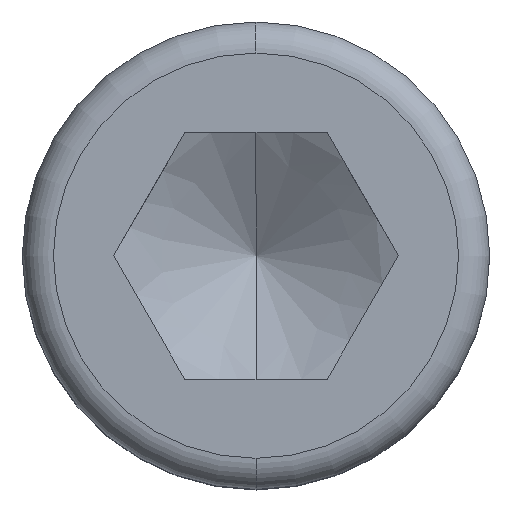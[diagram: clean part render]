
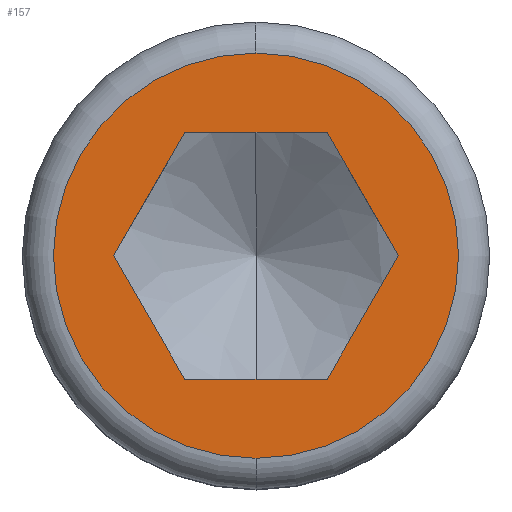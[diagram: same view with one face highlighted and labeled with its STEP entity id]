
A CAD part, top view. The second image highlights one B-rep face of the part: STEP entity #157.
In plain terms, the highlighted planar face has unit normal (0, 0, 1).
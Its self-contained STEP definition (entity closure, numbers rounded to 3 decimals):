
#157=ADVANCED_FACE('',(#388,#389),#390,.T.);
#187=EDGE_CURVE('',#263,#315,#424,.T.);
#197=EDGE_CURVE('',#275,#237,#436,.T.);
#207=EDGE_CURVE('',#237,#275,#448,.T.);
#215=EDGE_CURVE('',#265,#251,#456,.T.);
#229=EDGE_CURVE('',#315,#271,#471,.T.);
#237=VERTEX_POINT('',#479);
#245=EDGE_CURVE('',#251,#263,#488,.T.);
#251=VERTEX_POINT('',#495);
#253=EDGE_CURVE('',#321,#265,#497,.T.);
#263=VERTEX_POINT('',#510);
#265=VERTEX_POINT('',#512);
#271=VERTEX_POINT('',#518);
#275=VERTEX_POINT('',#523);
#301=EDGE_CURVE('',#271,#321,#553,.T.);
#315=VERTEX_POINT('',#567);
#321=VERTEX_POINT('',#573);
#388=FACE_BOUND('',#637,.T.);
#389=FACE_OUTER_BOUND('',#638,.T.);
#390=PLANE('',#639);
#424=LINE('',#693,#694);
#436=CIRCLE('',#717,15.6);
#448=CIRCLE('',#730,15.6);
#456=LINE('',#742,#743);
#471=LINE('',#784,#785);
#479=CARTESIAN_POINT('',(0.,15.6,24.0));
#488=LINE('',#806,#807);
#495=CARTESIAN_POINT('',(-5.485,9.5,24.));
#497=LINE('',#817,#818);
#510=CARTESIAN_POINT('',(5.485,9.5,24.));
#512=CARTESIAN_POINT('',(-10.97,0.0,24.));
#518=CARTESIAN_POINT('',(5.485,-9.5,24.));
#523=CARTESIAN_POINT('',(0.,-15.6,24.0));
#553=LINE('',#893,#894);
#567=CARTESIAN_POINT('',(10.97,0.,24.));
#573=CARTESIAN_POINT('',(-5.485,-9.5,24.));
#637=EDGE_LOOP('',(#1030,#1031,#1032,#1033,#1034,#1035));
#638=EDGE_LOOP('',(#1036,#1037));
#639=AXIS2_PLACEMENT_3D('',#1038,#1039,#1040);
#693=CARTESIAN_POINT('',(9.599,2.375,24.));
#694=VECTOR('',#1087,1.0);
#717=AXIS2_PLACEMENT_3D('',#1105,#1106,#1107);
#730=AXIS2_PLACEMENT_3D('',#1116,#1117,#1118);
#742=CARTESIAN_POINT('',(-6.856,7.125,24.));
#743=VECTOR('',#1123,1.0);
#784=CARTESIAN_POINT('',(6.856,-7.125,24.));
#785=VECTOR('',#1137,1.0);
#806=CARTESIAN_POINT('',(2.743,9.5,24.));
#807=VECTOR('',#1148,1.0);
#817=CARTESIAN_POINT('',(-9.599,-2.375,24.));
#818=VECTOR('',#1155,1.0);
#893=CARTESIAN_POINT('',(-2.742,-9.5,24.));
#894=VECTOR('',#1232,1.0);
#1030=ORIENTED_EDGE('',*,*,#253,.T.);
#1031=ORIENTED_EDGE('',*,*,#215,.T.);
#1032=ORIENTED_EDGE('',*,*,#245,.T.);
#1033=ORIENTED_EDGE('',*,*,#187,.T.);
#1034=ORIENTED_EDGE('',*,*,#229,.T.);
#1035=ORIENTED_EDGE('',*,*,#301,.T.);
#1036=ORIENTED_EDGE('',*,*,#197,.T.);
#1037=ORIENTED_EDGE('',*,*,#207,.T.);
#1038=CARTESIAN_POINT('',(0.,-14.485,24.0));
#1039=DIRECTION('',(0.0,0.0,1.0));
#1040=DIRECTION('',(0.,-1.0,0.0));
#1087=DIRECTION('',(0.5,-0.866,0.0));
#1105=CARTESIAN_POINT('',(0.,0.,24.0));
#1106=DIRECTION('',(0.0,0.0,1.0));
#1107=DIRECTION('',(-1.0,0.0,0.0));
#1116=CARTESIAN_POINT('',(0.,0.,24.0));
#1117=DIRECTION('',(0.0,0.0,1.0));
#1118=DIRECTION('',(-1.0,0.0,0.0));
#1123=DIRECTION('',(0.5,0.866,0.0));
#1137=DIRECTION('',(-0.5,-0.866,0.0));
#1148=DIRECTION('',(1.0,0.0,0.0));
#1155=DIRECTION('',(-0.5,0.866,0.0));
#1232=DIRECTION('',(-1.0,0.0,0.0));
